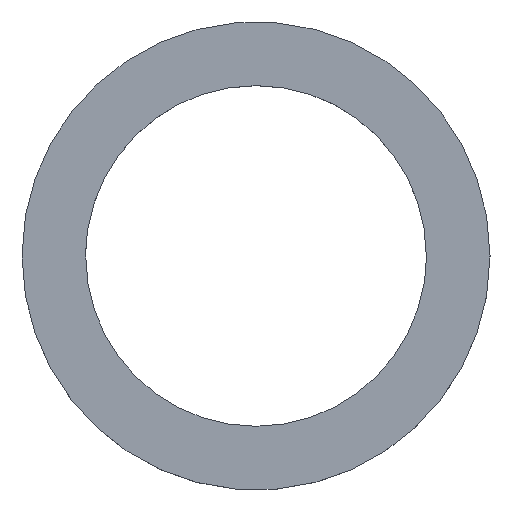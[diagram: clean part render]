
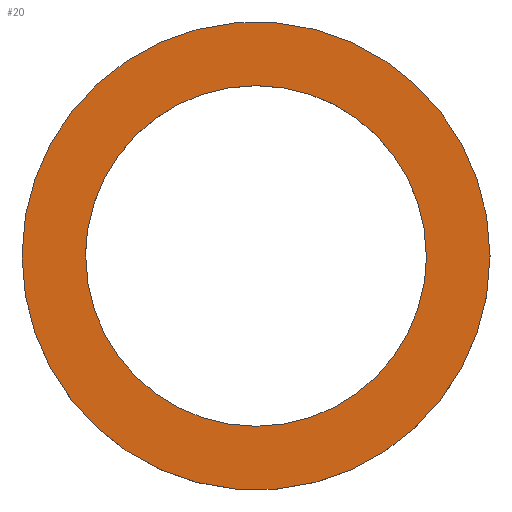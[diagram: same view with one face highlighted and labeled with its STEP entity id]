
A CAD part, top view. The second image highlights one B-rep face of the part: STEP entity #20.
In plain terms, the highlighted planar face has unit normal (0, 0, 1).
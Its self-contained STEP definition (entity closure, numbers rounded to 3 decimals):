
#20=ADVANCED_FACE('',(#28,#24),#102,.T.);
#24=FACE_BOUND('',#36,.T.);
#28=FACE_OUTER_BOUND('',#35,.T.);
#35=EDGE_LOOP('',(#51,#52));
#36=EDGE_LOOP('',(#53,#54));
#51=ORIENTED_EDGE('',*,*,#71,.F.);
#52=ORIENTED_EDGE('',*,*,#66,.F.);
#53=ORIENTED_EDGE('',*,*,#74,.F.);
#54=ORIENTED_EDGE('',*,*,#68,.F.);
#66=EDGE_CURVE('',#91,#94,#78,.T.);
#68=EDGE_CURVE('',#92,#96,#80,.T.);
#71=EDGE_CURVE('',#94,#91,#83,.T.);
#74=EDGE_CURVE('',#96,#92,#86,.T.);
#78=B_SPLINE_CURVE_WITH_KNOTS('',3,(#286,#287,#288,#289,#290,#291,#292),
 .UNSPECIFIED.,.F.,.F.,(4,3,4),(0.,1.,2.),.UNSPECIFIED.);
#80=B_SPLINE_CURVE_WITH_KNOTS('',3,(#295,#296,#297,#298,#299,#300,#301),
 .UNSPECIFIED.,.F.,.F.,(4,3,4),(-4.,-3.,-2.),.UNSPECIFIED.);
#83=B_SPLINE_CURVE_WITH_KNOTS('',3,(#311,#312,#313,#314,#315,#316,#317),
 .UNSPECIFIED.,.F.,.F.,(4,3,4),(2.,3.,4.),.UNSPECIFIED.);
#86=B_SPLINE_CURVE_WITH_KNOTS('',3,(#327,#328,#329,#330,#331,#332,#333),
 .UNSPECIFIED.,.F.,.F.,(4,3,4),(-2.,-1.,0.),.UNSPECIFIED.);
#91=VERTEX_POINT('',#264);
#92=VERTEX_POINT('',#265);
#94=VERTEX_POINT('',#267);
#96=VERTEX_POINT('',#269);
#102=PLANE('',#192);
#192=AXIS2_PLACEMENT_3D('',#233,#198,$);
#198=DIRECTION('',(0.,0.,1.));
#233=CARTESIAN_POINT('',(3.638,20.567,3.406));
#264=CARTESIAN_POINT('',(21.818,11.386,3.406));
#265=CARTESIAN_POINT('',(19.368,11.386,3.406));
#267=CARTESIAN_POINT('',(3.818,11.386,3.406));
#269=CARTESIAN_POINT('',(6.268,11.386,3.406));
#286=CARTESIAN_POINT('',(21.818,11.386,3.406));
#287=CARTESIAN_POINT('',(21.818,6.416,3.406));
#288=CARTESIAN_POINT('',(17.788,2.386,3.406));
#289=CARTESIAN_POINT('',(12.818,2.386,3.406));
#290=CARTESIAN_POINT('',(7.847,2.386,3.406));
#291=CARTESIAN_POINT('',(3.818,6.416,3.406));
#292=CARTESIAN_POINT('',(3.818,11.386,3.406));
#295=CARTESIAN_POINT('',(19.368,11.386,3.406));
#296=CARTESIAN_POINT('',(19.368,15.004,3.406));
#297=CARTESIAN_POINT('',(16.435,17.936,3.406));
#298=CARTESIAN_POINT('',(12.818,17.936,3.406));
#299=CARTESIAN_POINT('',(9.2,17.936,3.406));
#300=CARTESIAN_POINT('',(6.268,15.004,3.406));
#301=CARTESIAN_POINT('',(6.268,11.386,3.406));
#311=CARTESIAN_POINT('',(3.818,11.386,3.406));
#312=CARTESIAN_POINT('',(3.818,16.357,3.406));
#313=CARTESIAN_POINT('',(7.847,20.387,3.406));
#314=CARTESIAN_POINT('',(12.818,20.387,3.406));
#315=CARTESIAN_POINT('',(17.788,20.387,3.406));
#316=CARTESIAN_POINT('',(21.818,16.357,3.406));
#317=CARTESIAN_POINT('',(21.818,11.386,3.406));
#327=CARTESIAN_POINT('',(6.268,11.386,3.406));
#328=CARTESIAN_POINT('',(6.268,7.769,3.406));
#329=CARTESIAN_POINT('',(9.2,4.836,3.406));
#330=CARTESIAN_POINT('',(12.818,4.836,3.406));
#331=CARTESIAN_POINT('',(16.435,4.836,3.406));
#332=CARTESIAN_POINT('',(19.368,7.769,3.406));
#333=CARTESIAN_POINT('',(19.368,11.386,3.406));
